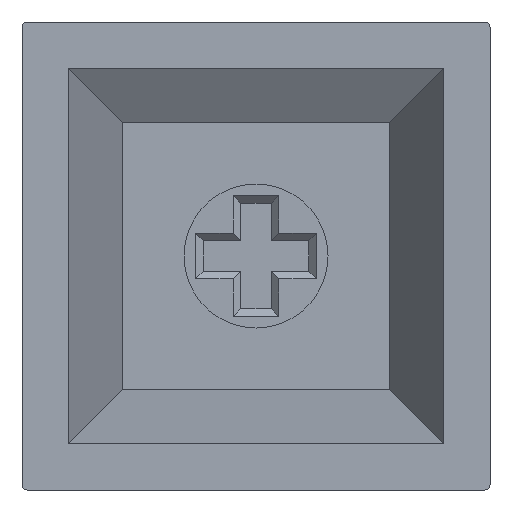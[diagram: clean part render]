
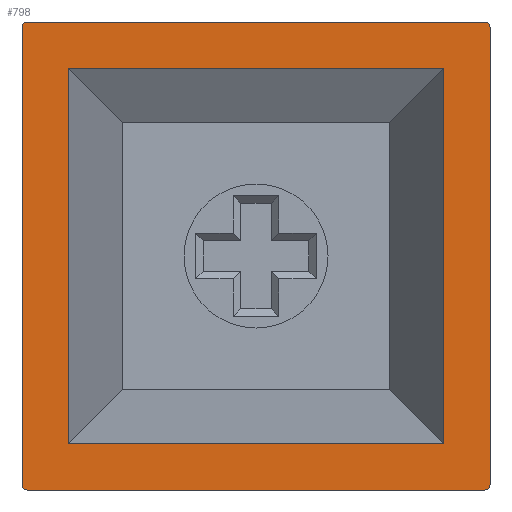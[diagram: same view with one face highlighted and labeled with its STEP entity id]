
A CAD part, front view. The second image highlights one B-rep face of the part: STEP entity #798.
In plain terms, the highlighted planar face has unit normal (0, -1, 0).
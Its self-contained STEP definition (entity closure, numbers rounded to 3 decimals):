
#37=FACE_BOUND('',#140,.T.);
#45=CIRCLE('',#843,0.2);
#46=CIRCLE('',#846,0.2);
#47=CIRCLE('',#849,0.2);
#48=CIRCLE('',#852,0.2);
#92=FACE_OUTER_BOUND('',#139,.T.);
#139=EDGE_LOOP('',(#707,#708,#709,#710,#711,#712,#713,#714));
#140=EDGE_LOOP('',(#715,#716,#717,#718));
#205=LINE('',#1190,#293);
#208=LINE('',#1195,#296);
#210=LINE('',#1199,#298);
#212=LINE('',#1202,#300);
#217=LINE('',#2011,#305);
#221=LINE('',#2020,#309);
#224=LINE('',#2028,#312);
#227=LINE('',#2036,#315);
#293=VECTOR('',#982,10.);
#296=VECTOR('',#987,10.);
#298=VECTOR('',#991,10.);
#300=VECTOR('',#995,10.);
#305=VECTOR('',#1014,10.);
#309=VECTOR('',#1024,10.);
#312=VECTOR('',#1033,10.);
#315=VECTOR('',#1042,10.);
#359=VERTEX_POINT('',#1188);
#360=VERTEX_POINT('',#1189);
#361=VERTEX_POINT('',#1194);
#362=VERTEX_POINT('',#1198);
#381=VERTEX_POINT('',#2009);
#382=VERTEX_POINT('',#2010);
#383=VERTEX_POINT('',#2015);
#384=VERTEX_POINT('',#2019);
#385=VERTEX_POINT('',#2023);
#386=VERTEX_POINT('',#2027);
#387=VERTEX_POINT('',#2031);
#388=VERTEX_POINT('',#2035);
#455=EDGE_CURVE('',#359,#360,#205,.T.);
#458=EDGE_CURVE('',#360,#361,#208,.T.);
#460=EDGE_CURVE('',#361,#362,#210,.T.);
#462=EDGE_CURVE('',#362,#359,#212,.T.);
#483=EDGE_CURVE('',#381,#382,#217,.T.);
#486=EDGE_CURVE('',#383,#381,#45,.T.);
#488=EDGE_CURVE('',#384,#383,#221,.T.);
#490=EDGE_CURVE('',#385,#384,#46,.T.);
#492=EDGE_CURVE('',#386,#385,#224,.T.);
#494=EDGE_CURVE('',#387,#386,#47,.T.);
#496=EDGE_CURVE('',#388,#387,#227,.T.);
#498=EDGE_CURVE('',#382,#388,#48,.T.);
#707=ORIENTED_EDGE('',*,*,#498,.F.);
#708=ORIENTED_EDGE('',*,*,#483,.F.);
#709=ORIENTED_EDGE('',*,*,#486,.F.);
#710=ORIENTED_EDGE('',*,*,#488,.F.);
#711=ORIENTED_EDGE('',*,*,#490,.F.);
#712=ORIENTED_EDGE('',*,*,#492,.F.);
#713=ORIENTED_EDGE('',*,*,#494,.F.);
#714=ORIENTED_EDGE('',*,*,#496,.F.);
#715=ORIENTED_EDGE('',*,*,#455,.T.);
#716=ORIENTED_EDGE('',*,*,#458,.T.);
#717=ORIENTED_EDGE('',*,*,#460,.T.);
#718=ORIENTED_EDGE('',*,*,#462,.T.);
#754=PLANE('',#853);
#798=ADVANCED_FACE('',(#92,#37),#754,.F.);
#843=AXIS2_PLACEMENT_3D('',#2016,#1019,#1020);
#846=AXIS2_PLACEMENT_3D('',#2024,#1028,#1029);
#849=AXIS2_PLACEMENT_3D('',#2032,#1037,#1038);
#852=AXIS2_PLACEMENT_3D('',#2039,#1046,#1047);
#853=AXIS2_PLACEMENT_3D('',#2040,#1048,#1049);
#982=DIRECTION('',(1.,0.,0.));
#987=DIRECTION('',(0.,0.,-1.));
#991=DIRECTION('',(-1.,0.,0.));
#995=DIRECTION('',(0.,0.,1.));
#1014=DIRECTION('',(0.,0.,-1.));
#1019=DIRECTION('center_axis',(0.,1.,0.));
#1020=DIRECTION('ref_axis',(0.,0.,1.));
#1024=DIRECTION('',(1.,0.,0.));
#1028=DIRECTION('center_axis',(0.,1.,0.));
#1029=DIRECTION('ref_axis',(-1.,0.,0.));
#1033=DIRECTION('',(0.,0.,1.));
#1037=DIRECTION('center_axis',(0.,1.,0.));
#1038=DIRECTION('ref_axis',(0.,0.,-1.));
#1042=DIRECTION('',(-1.,0.,0.));
#1046=DIRECTION('center_axis',(0.,1.,0.));
#1047=DIRECTION('ref_axis',(1.,0.,0.));
#1048=DIRECTION('center_axis',(0.,1.,0.));
#1049=DIRECTION('ref_axis',(1.,0.,0.));
#1188=CARTESIAN_POINT('',(-7.3,0.,7.3));
#1189=CARTESIAN_POINT('',(7.3,0.,7.3));
#1190=CARTESIAN_POINT('',(-3.65,0.,7.3));
#1194=CARTESIAN_POINT('',(7.3,0.,-7.3));
#1195=CARTESIAN_POINT('',(7.3,0.,3.65));
#1198=CARTESIAN_POINT('',(-7.3,0.,-7.3));
#1199=CARTESIAN_POINT('',(3.65,0.,-7.3));
#1202=CARTESIAN_POINT('',(-7.3,0.,-3.65));
#2009=CARTESIAN_POINT('',(9.1,0.,8.9));
#2010=CARTESIAN_POINT('',(9.1,0.,-8.9));
#2011=CARTESIAN_POINT('',(9.1,0.,8.9));
#2015=CARTESIAN_POINT('',(8.9,0.,9.1));
#2016=CARTESIAN_POINT('Origin',(8.9,0.,8.9));
#2019=CARTESIAN_POINT('',(-8.9,0.,9.1));
#2020=CARTESIAN_POINT('',(-8.9,0.,9.1));
#2023=CARTESIAN_POINT('',(-9.1,0.,8.9));
#2024=CARTESIAN_POINT('Origin',(-8.9,0.,8.9));
#2027=CARTESIAN_POINT('',(-9.1,0.,-8.9));
#2028=CARTESIAN_POINT('',(-9.1,0.,-8.9));
#2031=CARTESIAN_POINT('',(-8.9,0.,-9.1));
#2032=CARTESIAN_POINT('Origin',(-8.9,0.,-8.9));
#2035=CARTESIAN_POINT('',(8.9,0.,-9.1));
#2036=CARTESIAN_POINT('',(8.9,0.,-9.1));
#2039=CARTESIAN_POINT('Origin',(8.9,0.,-8.9));
#2040=CARTESIAN_POINT('Origin',(0.,0.,0.));
